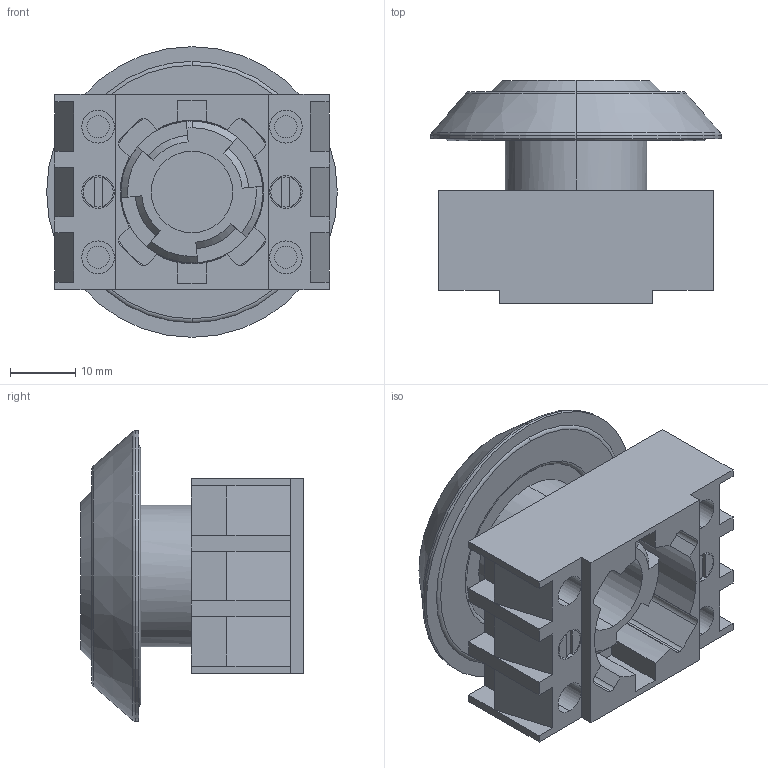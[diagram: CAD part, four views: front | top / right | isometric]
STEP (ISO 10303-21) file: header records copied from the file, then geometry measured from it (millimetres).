
FILE_DESCRIPTION (( 'STEP AP214' ), '1' );
FILE_NAME ('NMLRT.step', '2016-03-21T12:41:54', ( '' ), ( '' ), 'SwSTEP 2.0', 'SolidWorks 2015', '' );
FILE_SCHEMA (( 'AUTOMOTIVE_DESIGN' ));
Length unit declared in the file: millimetre
Products named in the file (1): NMLRT
Bounding box: 44.5 x 34.1 x 44.5 mm (x, y, z)
Volume: 23946.6 mm3; surface area: 15136.6 mm2
Topology: 6 solids, 6 shells, 209 faces, 529 edges, 341 vertices
Faces by surface type: plane 125, cylinder 63, cone 13, torus 8
Entity records: 6452 total; most frequent: CARTESIAN_POINT 1128, DIRECTION 1118, ORIENTED_EDGE 1058, EDGE_CURVE 529, AXIS2_PLACEMENT_3D 395, VERTEX_POINT 341, LINE 328, VECTOR 328
